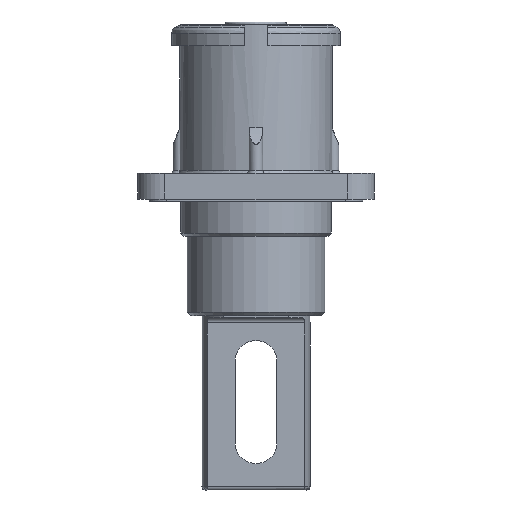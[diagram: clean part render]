
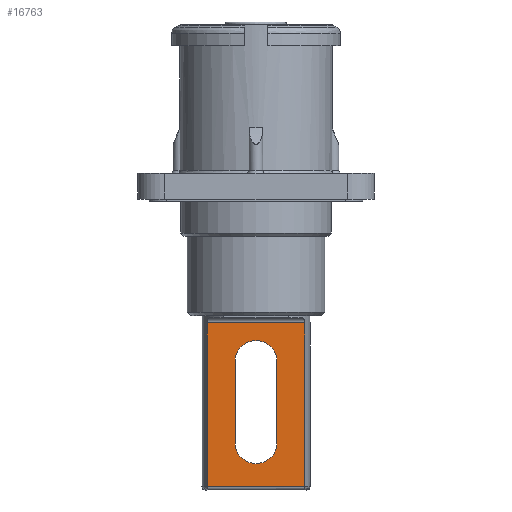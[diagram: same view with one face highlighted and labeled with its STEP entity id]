
A CAD part, front view. The second image highlights one B-rep face of the part: STEP entity #16763.
In plain terms, the highlighted planar face has unit normal (0, -1, 0).
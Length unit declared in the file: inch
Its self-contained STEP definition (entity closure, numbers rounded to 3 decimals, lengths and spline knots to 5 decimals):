
#33 = EDGE_CURVE ( 'NONE', #8424, #18174, #11939, .T. ) ;
#466 = VERTEX_POINT ( 'NONE', #7631 ) ;
#529 = DIRECTION ( 'NONE',  ( 0., 0., 1. ) ) ;
#814 = VECTOR ( 'NONE', #529, 39.37008 ) ;
#1034 = DIRECTION ( 'NONE',  ( 1., 0., 0. ) ) ;
#1241 = DIRECTION ( 'NONE',  ( 0., 0., 1. ) ) ;
#1544 = CARTESIAN_POINT ( 'NONE',  ( 0.51575, 0.25591, -1.92126 ) ) ;
#2665 = CARTESIAN_POINT ( 'NONE',  ( 0.27165, 0.25591, -1.17323 ) ) ;
#2795 = VERTEX_POINT ( 'NONE', #16866 ) ;
#2996 = LINE ( 'NONE', #16153, #13333 ) ;
#3099 = DIRECTION ( 'NONE',  ( 0., 0., -1. ) ) ;
#3303 = CARTESIAN_POINT ( 'NONE',  ( 0.67692, 0.25591, -1.90157 ) ) ;
#3458 = LINE ( 'NONE', #4517, #18538 ) ;
#3813 = VERTEX_POINT ( 'NONE', #14220 ) ;
#4005 = DIRECTION ( 'NONE',  ( 0., -1., 0. ) ) ;
#4062 = DIRECTION ( 'NONE',  ( 0., -1., 0. ) ) ;
#4317 = ORIENTED_EDGE ( 'NONE', *, *, #13026, .F. ) ;
#4517 = CARTESIAN_POINT ( 'NONE',  ( 0.27165, 0.25591, -1.92126 ) ) ;
#4683 = CARTESIAN_POINT ( 'NONE',  ( 0.11048, 0.25591, -1.90157 ) ) ;
#4953 = EDGE_CURVE ( 'NONE', #8336, #3813, #7727, .T. ) ;
#5140 = ORIENTED_EDGE ( 'NONE', *, *, #13992, .F. ) ;
#5326 = EDGE_CURVE ( 'NONE', #466, #5999, #15933, .T. ) ;
#5374 = CARTESIAN_POINT ( 'NONE',  ( 0.11048, 0.25591, -0.94882 ) ) ;
#5999 = VERTEX_POINT ( 'NONE', #10086 ) ;
#6060 = LINE ( 'NONE', #4683, #17258 ) ;
#6487 = EDGE_CURVE ( 'NONE', #18174, #10498, #2996, .T. ) ;
#6591 = ORIENTED_EDGE ( 'NONE', *, *, #33, .F. ) ;
#6649 = DIRECTION ( 'NONE',  ( 0., 1., 0. ) ) ;
#6986 = AXIS2_PLACEMENT_3D ( 'NONE', #15421, #6649, #16861 ) ;
#7105 = ORIENTED_EDGE ( 'NONE', *, *, #12918, .F. ) ;
#7294 = ORIENTED_EDGE ( 'NONE', *, *, #15209, .F. ) ;
#7487 = CARTESIAN_POINT ( 'NONE',  ( 0.11048, 0.25591, -0.94882 ) ) ;
#7631 = CARTESIAN_POINT ( 'NONE',  ( 0.51575, 0.25591, -1.17323 ) ) ;
#7727 = CIRCLE ( 'NONE', #9742, 0.12205 ) ;
#8336 = VERTEX_POINT ( 'NONE', #14588 ) ;
#8424 = VERTEX_POINT ( 'NONE', #7487 ) ;
#8695 = AXIS2_PLACEMENT_3D ( 'NONE', #12895, #4062, #14329 ) ;
#9453 = FACE_OUTER_BOUND ( 'NONE', #17543, .T. ) ;
#9742 = AXIS2_PLACEMENT_3D ( 'NONE', #18723, #10028, #1241 ) ;
#10028 = DIRECTION ( 'NONE',  ( 0., -1., 0. ) ) ;
#10086 = CARTESIAN_POINT ( 'NONE',  ( 0.3937, 0.25591, -1.05118 ) ) ;
#10498 = VERTEX_POINT ( 'NONE', #3303 ) ;
#11819 = VECTOR ( 'NONE', #14782, 39.37008 ) ;
#11939 = LINE ( 'NONE', #5374, #15765 ) ;
#12361 = AXIS2_PLACEMENT_3D ( 'NONE', #12848, #4005, #14273 ) ;
#12848 = CARTESIAN_POINT ( 'NONE',  ( 0.3937, 0.25591, -1.17323 ) ) ;
#12895 = CARTESIAN_POINT ( 'NONE',  ( 0.3937, 0.25591, -1.17323 ) ) ;
#12918 = EDGE_CURVE ( 'NONE', #10498, #2795, #6060, .T. ) ;
#13026 = EDGE_CURVE ( 'NONE', #2795, #8424, #13894, .T. ) ;
#13333 = VECTOR ( 'NONE', #3099, 39.37008 ) ;
#13894 = LINE ( 'NONE', #15177, #814 ) ;
#13992 = EDGE_CURVE ( 'NONE', #3813, #466, #15201, .T. ) ;
#14220 = CARTESIAN_POINT ( 'NONE',  ( 0.51575, 0.25591, -1.64567 ) ) ;
#14273 = DIRECTION ( 'NONE',  ( 0., 0., 1. ) ) ;
#14329 = DIRECTION ( 'NONE',  ( 0., 0., 1. ) ) ;
#14364 = EDGE_CURVE ( 'NONE', #5999, #14402, #18340, .T. ) ;
#14402 = VERTEX_POINT ( 'NONE', #2665 ) ;
#14588 = CARTESIAN_POINT ( 'NONE',  ( 0.27165, 0.25591, -1.64567 ) ) ;
#14782 = DIRECTION ( 'NONE',  ( 0., 0., 1. ) ) ;
#14925 = DIRECTION ( 'NONE',  ( -1., 0., 0. ) ) ;
#15021 = ORIENTED_EDGE ( 'NONE', *, *, #5326, .F. ) ;
#15177 = CARTESIAN_POINT ( 'NONE',  ( 0.11048, 0.25591, 0.76575 ) ) ;
#15201 = LINE ( 'NONE', #1544, #11819 ) ;
#15209 = EDGE_CURVE ( 'NONE', #14402, #8336, #3458, .T. ) ;
#15317 = ORIENTED_EDGE ( 'NONE', *, *, #4953, .F. ) ;
#15421 = CARTESIAN_POINT ( 'NONE',  ( 0.11048, 0.25591, -1.92126 ) ) ;
#15765 = VECTOR ( 'NONE', #1034, 39.37008 ) ;
#15933 = CIRCLE ( 'NONE', #12361, 0.12205 ) ;
#16153 = CARTESIAN_POINT ( 'NONE',  ( 0.67692, 0.25591, 0.76575 ) ) ;
#16763 = ADVANCED_FACE ( 'NONE', ( #17168, #9453 ), #16807, .F. ) ;
#16807 = PLANE ( 'NONE',  #6986 ) ;
#16861 = DIRECTION ( 'NONE',  ( 0., 0., 1. ) ) ;
#16866 = CARTESIAN_POINT ( 'NONE',  ( 0.11048, 0.25591, -1.90157 ) ) ;
#17168 = FACE_BOUND ( 'NONE', #17450, .T. ) ;
#17258 = VECTOR ( 'NONE', #14925, 39.37008 ) ;
#17450 = EDGE_LOOP ( 'NONE', ( #15021, #5140, #15317, #7294, #18291 ) ) ;
#17543 = EDGE_LOOP ( 'NONE', ( #7105, #17628, #6591, #4317 ) ) ;
#17607 = DIRECTION ( 'NONE',  ( 0., 0., -1. ) ) ;
#17628 = ORIENTED_EDGE ( 'NONE', *, *, #6487, .F. ) ;
#18055 = CARTESIAN_POINT ( 'NONE',  ( 0.67692, 0.25591, -0.94882 ) ) ;
#18174 = VERTEX_POINT ( 'NONE', #18055 ) ;
#18291 = ORIENTED_EDGE ( 'NONE', *, *, #14364, .F. ) ;
#18340 = CIRCLE ( 'NONE', #8695, 0.12205 ) ;
#18538 = VECTOR ( 'NONE', #17607, 39.37008 ) ;
#18723 = CARTESIAN_POINT ( 'NONE',  ( 0.3937, 0.25591, -1.64567 ) ) ;
